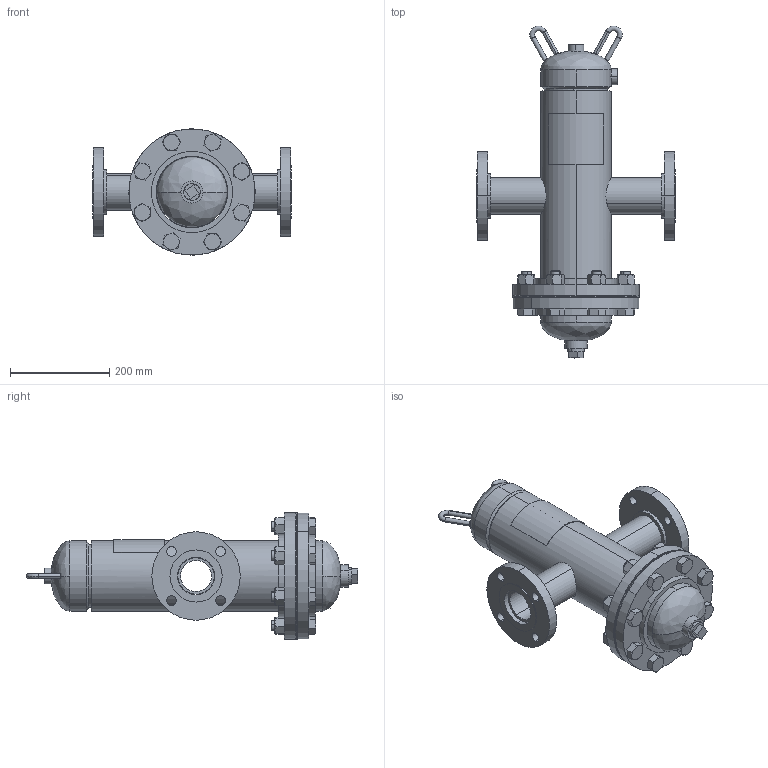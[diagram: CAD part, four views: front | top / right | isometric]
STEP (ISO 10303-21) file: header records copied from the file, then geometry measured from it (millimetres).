
FILE_DESCRIPTION (( 'STEP AP203' ), '1' );
FILE_NAME ('WVA-2.5.STEP', '2019-11-26T14:46:04', ( '' ), ( '' ), 'SwSTEP 2.0', 'SolidWorks 2019', '' );
FILE_SCHEMA (( 'CONFIG_CONTROL_DESIGN' ));
Length unit declared in the file: inch
Products named in the file (16): PLUGS_9500150; 9400540_tall; 9461080; 9500030; 9301070_5.5625; Garlock F.F. Gaskets 150# .0625 tk_9471005; WVA-2.5; 9461055; 9201540; 9800630_HHNUT 0.7500-10-D-N; 99P0063_15.75; 9600830_5.5625" VERT; 9400521; 9800570_HHBOLT 0.7500-10x3x3-N; 9500050
Assembly tree (34 placements, depth 2):
  WVA-2.5
    99P0063_15.75
    9201540
    9201540
    9500030  x2
    9500050
    PLUGS_9500150
    9301070_5.5625  x2
    9461055  x2
    9461080  x2
    9400521
    Garlock F.F. Gaskets 150# .0625 tk_9471005
    9800570_HHBOLT 0.7500-10x3x3-N  x8
    9800630_HHNUT 0.7500-10-D-N  x8
    9400540_tall  x2
    9600830_5.5625" VERT
Bounding box: 400.05 x 667.45 x 254 mm (x, y, z)
Volume: 4718199.2 mm3; surface area: 1188868.6 mm2
Topology: 34 solids, 34 shells, 619 faces, 1374 edges, 844 vertices
Faces by surface type: cylinder 212, cone 202, plane 193, bspline 8, torus 4
Entity records: 10052 total; most frequent: CARTESIAN_POINT 2541, DIRECTION 1210, ORIENTED_EDGE 1004, AXIS2_PLACEMENT_3D 519, EDGE_CURVE 502, VERTEX_POINT 324, EDGE_LOOP 290, CIRCLE 274
